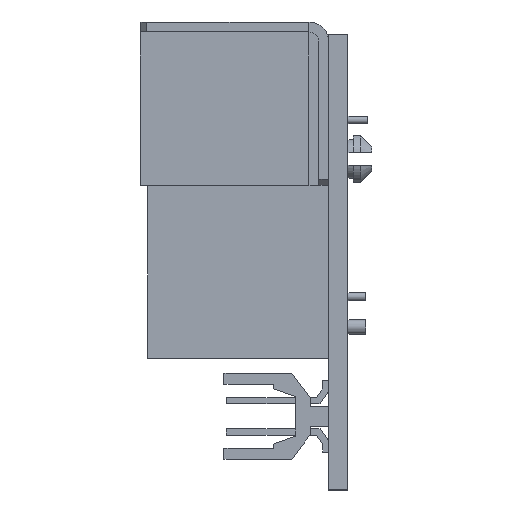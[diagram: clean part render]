
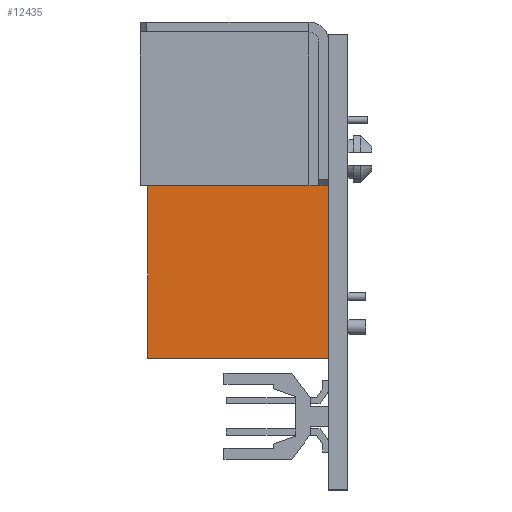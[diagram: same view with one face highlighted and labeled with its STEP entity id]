
A CAD part, left-side view. The second image highlights one B-rep face of the part: STEP entity #12435.
In plain terms, the highlighted planar face has unit normal (-1, 0, 0).
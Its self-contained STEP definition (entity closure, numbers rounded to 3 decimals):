
#524 = PLANE ( 'NONE',  #36336 ) ;
#1965 = CARTESIAN_POINT ( 'NONE',  ( -66.314, 0., -18.801 ) ) ;
#2277 = DIRECTION ( 'NONE',  ( 0., -1., 0. ) ) ;
#5039 = DIRECTION ( 'NONE',  ( 0., 0., 1. ) ) ;
#5549 = VECTOR ( 'NONE', #29054, 1000. ) ;
#5717 = ORIENTED_EDGE ( 'NONE', *, *, #7888, .F. ) ;
#7888 = EDGE_CURVE ( 'NONE', #20881, #22335, #36995, .T. ) ;
#8955 = VECTOR ( 'NONE', #5039, 1000. ) ;
#9455 = EDGE_CURVE ( 'NONE', #20881, #37515, #35160, .T. ) ;
#9686 = FACE_OUTER_BOUND ( 'NONE', #29381, .T. ) ;
#10749 = CARTESIAN_POINT ( 'NONE',  ( -66.314, 8.45, 7.499 ) ) ;
#11173 = VERTEX_POINT ( 'NONE', #31874 ) ;
#12435 = ADVANCED_FACE ( 'NONE', ( #9686 ), #524, .T. ) ;
#12753 = DIRECTION ( 'NONE',  ( -1., 0., 0. ) ) ;
#13396 = CARTESIAN_POINT ( 'NONE',  ( -66.314, 0., 7.499 ) ) ;
#16142 = CARTESIAN_POINT ( 'NONE',  ( -66.314, 14.7, -18.801 ) ) ;
#19160 = EDGE_CURVE ( 'NONE', #37515, #11173, #30596, .T. ) ;
#20881 = VERTEX_POINT ( 'NONE', #25253 ) ;
#21689 = ORIENTED_EDGE ( 'NONE', *, *, #19160, .T. ) ;
#22335 = VERTEX_POINT ( 'NONE', #13396 ) ;
#22506 = VECTOR ( 'NONE', #2277, 1000. ) ;
#22595 = CARTESIAN_POINT ( 'NONE',  ( -66.314, 14.7, 7.499 ) ) ;
#25253 = CARTESIAN_POINT ( 'NONE',  ( -66.314, 14.7, 7.499 ) ) ;
#26121 = LINE ( 'NONE', #1965, #8955 ) ;
#27017 = VECTOR ( 'NONE', #31799, 1000. ) ;
#29054 = DIRECTION ( 'NONE',  ( 0., -1., 0. ) ) ;
#29381 = EDGE_LOOP ( 'NONE', ( #36206, #5717, #35025, #21689 ) ) ;
#29847 = CARTESIAN_POINT ( 'NONE',  ( -66.314, 14.7, -18.801 ) ) ;
#30596 = LINE ( 'NONE', #29847, #22506 ) ;
#31009 = CARTESIAN_POINT ( 'NONE',  ( -66.314, -0.05, -18.851 ) ) ;
#31799 = DIRECTION ( 'NONE',  ( 0., 0., -1. ) ) ;
#31874 = CARTESIAN_POINT ( 'NONE',  ( -66.314, 0., -18.801 ) ) ;
#33805 = EDGE_CURVE ( 'NONE', #11173, #22335, #26121, .T. ) ;
#34084 = DIRECTION ( 'NONE',  ( 0., 0., 1. ) ) ;
#35025 = ORIENTED_EDGE ( 'NONE', *, *, #9455, .T. ) ;
#35160 = LINE ( 'NONE', #22595, #27017 ) ;
#36206 = ORIENTED_EDGE ( 'NONE', *, *, #33805, .T. ) ;
#36336 = AXIS2_PLACEMENT_3D ( 'NONE', #31009, #12753, #34084 ) ;
#36995 = LINE ( 'NONE', #10749, #5549 ) ;
#37515 = VERTEX_POINT ( 'NONE', #16142 ) ;
